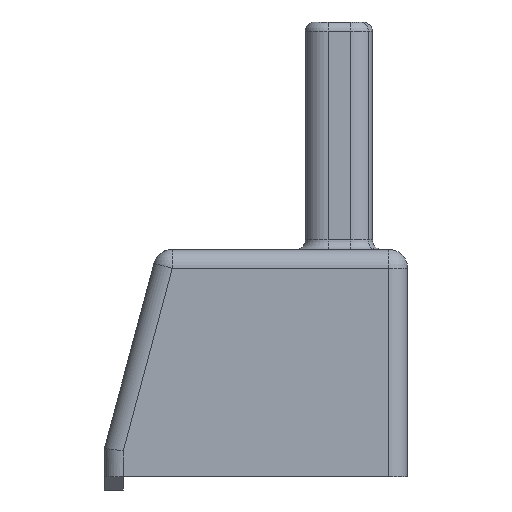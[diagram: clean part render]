
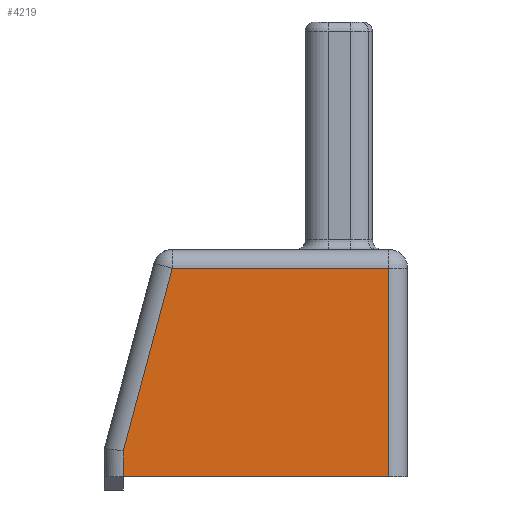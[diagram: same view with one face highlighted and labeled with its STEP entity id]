
A CAD part, left-side view. The second image highlights one B-rep face of the part: STEP entity #4219.
In plain terms, the highlighted planar face has unit normal (-1, 0, 0).
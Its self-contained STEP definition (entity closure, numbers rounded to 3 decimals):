
#348=PLANE('',#4718);
#561=FACE_OUTER_BOUND('',#818,.T.);
#818=EDGE_LOOP('',(#3600,#3601,#3602,#3603,#3604));
#1117=LINE('',#7182,#1424);
#1118=LINE('',#7184,#1425);
#1119=LINE('',#7186,#1426);
#1120=LINE('',#7188,#1427);
#1121=LINE('',#7189,#1428);
#1424=VECTOR('',#5896,1.368);
#1425=VECTOR('',#5897,14.);
#1426=VECTOR('',#5898,11.);
#1427=VECTOR('',#5899,11.419);
#1428=VECTOR('',#5900,9.971);
#2058=VERTEX_POINT('',#7180);
#2059=VERTEX_POINT('',#7181);
#2060=VERTEX_POINT('',#7183);
#2061=VERTEX_POINT('',#7185);
#2062=VERTEX_POINT('',#7187);
#2593=EDGE_CURVE('',#2058,#2059,#1117,.T.);
#2594=EDGE_CURVE('',#2058,#2060,#1118,.T.);
#2595=EDGE_CURVE('',#2061,#2060,#1119,.T.);
#2596=EDGE_CURVE('',#2062,#2061,#1120,.T.);
#2597=EDGE_CURVE('',#2059,#2062,#1121,.T.);
#3600=ORIENTED_EDGE('',*,*,#2593,.F.);
#3601=ORIENTED_EDGE('',*,*,#2594,.T.);
#3602=ORIENTED_EDGE('',*,*,#2595,.F.);
#3603=ORIENTED_EDGE('',*,*,#2596,.F.);
#3604=ORIENTED_EDGE('',*,*,#2597,.F.);
#4219=ADVANCED_FACE('',(#561),#348,.T.);
#4718=AXIS2_PLACEMENT_3D('',#7179,#5894,#5895);
#5894=DIRECTION('center_axis',(-1.,0.,0.));
#5895=DIRECTION('ref_axis',(0.,0.,1.));
#5896=DIRECTION('',(0.,0.,1.));
#5897=DIRECTION('',(0.,-1.,0.));
#5898=DIRECTION('',(0.,0.,-1.));
#5899=DIRECTION('',(0.,-1.,0.));
#5900=DIRECTION('',(0.,-0.259,0.966));
#7179=CARTESIAN_POINT('Origin',(0.,0.,0.));
#7180=CARTESIAN_POINT('',(0.,15.,0.));
#7181=CARTESIAN_POINT('',(0.,15.,1.368));
#7182=CARTESIAN_POINT('',(0.,15.,0.));
#7183=CARTESIAN_POINT('',(0.,1.,0.));
#7184=CARTESIAN_POINT('',(0.,16.,0.));
#7185=CARTESIAN_POINT('',(0.,1.,11.));
#7186=CARTESIAN_POINT('',(0.,1.,0.));
#7187=CARTESIAN_POINT('',(0.,12.419,11.));
#7188=CARTESIAN_POINT('',(0.,4.,11.));
#7189=CARTESIAN_POINT('',(0.,13.279,7.791));
